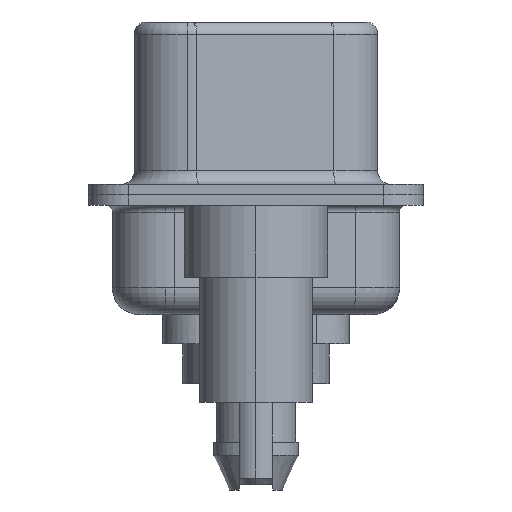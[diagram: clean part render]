
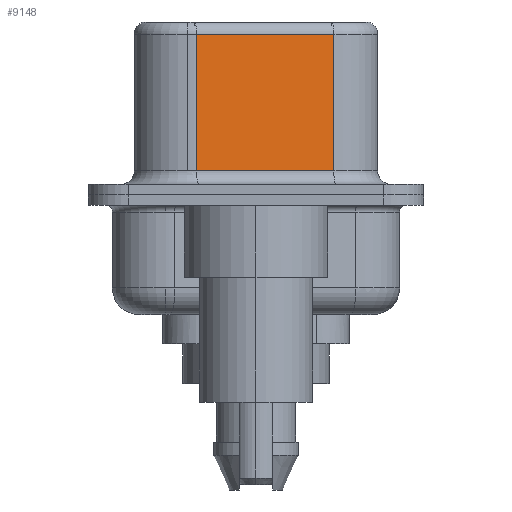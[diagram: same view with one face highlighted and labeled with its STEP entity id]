
A CAD part, left-side view. The second image highlights one B-rep face of the part: STEP entity #9148.
In plain terms, the highlighted planar face has unit normal (-0.985, -0.174, 0).
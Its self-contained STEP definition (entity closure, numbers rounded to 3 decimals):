
#160 = VERTEX_POINT ( 'NONE', #15878 ) ;
#620 = VECTOR ( 'NONE', #4729, 1000. ) ;
#1069 = LINE ( 'NONE', #11451, #6569 ) ;
#1216 = DIRECTION ( 'NONE',  ( -0.174, 0.985, 0. ) ) ;
#1382 = FACE_OUTER_BOUND ( 'NONE', #15013, .T. ) ;
#2109 = CARTESIAN_POINT ( 'NONE',  ( 3.67, 2.233, 6.52 ) ) ;
#2778 = DIRECTION ( 'NONE',  ( -0.174, 0.985, 0. ) ) ;
#3078 = EDGE_CURVE ( 'NONE', #14491, #5108, #7358, .T. ) ;
#4729 = DIRECTION ( 'NONE',  ( 0., 0., -1. ) ) ;
#4934 = PLANE ( 'NONE',  #11582 ) ;
#5108 = VERTEX_POINT ( 'NONE', #9818 ) ;
#5708 = ORIENTED_EDGE ( 'NONE', *, *, #3078, .T. ) ;
#6569 = VECTOR ( 'NONE', #7297, 1000. ) ;
#6822 = LINE ( 'NONE', #14267, #11395 ) ;
#7287 = VECTOR ( 'NONE', #2778, 1000. ) ;
#7297 = DIRECTION ( 'NONE',  ( 0., 0., -1. ) ) ;
#7358 = LINE ( 'NONE', #2109, #620 ) ;
#7693 = LINE ( 'NONE', #14498, #7287 ) ;
#7768 = CARTESIAN_POINT ( 'NONE',  ( 4.58, -2.927, 6.02 ) ) ;
#8278 = VERTEX_POINT ( 'NONE', #7768 ) ;
#9051 = CARTESIAN_POINT ( 'NONE',  ( 4.58, -2.927, 6.52 ) ) ;
#9148 = ADVANCED_FACE ( 'NONE', ( #1382 ), #4934, .F. ) ;
#9818 = CARTESIAN_POINT ( 'NONE',  ( 3.67, 2.233, 0.9 ) ) ;
#10305 = DIRECTION ( 'NONE',  ( 0.174, -0.985, 0. ) ) ;
#10864 = ORIENTED_EDGE ( 'NONE', *, *, #13716, .T. ) ;
#11048 = ORIENTED_EDGE ( 'NONE', *, *, #16758, .F. ) ;
#11245 = EDGE_CURVE ( 'NONE', #5108, #160, #6822, .T. ) ;
#11395 = VECTOR ( 'NONE', #10305, 1000. ) ;
#11451 = CARTESIAN_POINT ( 'NONE',  ( 4.58, -2.927, 6.52 ) ) ;
#11582 = AXIS2_PLACEMENT_3D ( 'NONE', #9051, #14141, #1216 ) ;
#12748 = ORIENTED_EDGE ( 'NONE', *, *, #11245, .T. ) ;
#13716 = EDGE_CURVE ( 'NONE', #8278, #14491, #7693, .T. ) ;
#14141 = DIRECTION ( 'NONE',  ( 0.985, 0.174, 0. ) ) ;
#14267 = CARTESIAN_POINT ( 'NONE',  ( 4.58, -2.927, 0.9 ) ) ;
#14491 = VERTEX_POINT ( 'NONE', #14687 ) ;
#14498 = CARTESIAN_POINT ( 'NONE',  ( 4.58, -2.927, 6.02 ) ) ;
#14687 = CARTESIAN_POINT ( 'NONE',  ( 3.67, 2.233, 6.02 ) ) ;
#15013 = EDGE_LOOP ( 'NONE', ( #11048, #10864, #5708, #12748 ) ) ;
#15878 = CARTESIAN_POINT ( 'NONE',  ( 4.58, -2.927, 0.9 ) ) ;
#16758 = EDGE_CURVE ( 'NONE', #8278, #160, #1069, .T. ) ;
